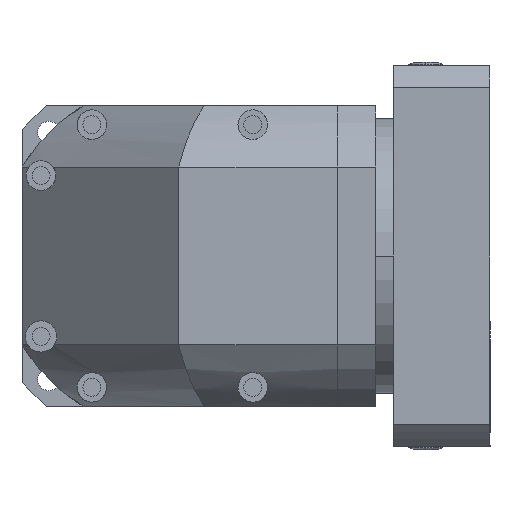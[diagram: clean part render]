
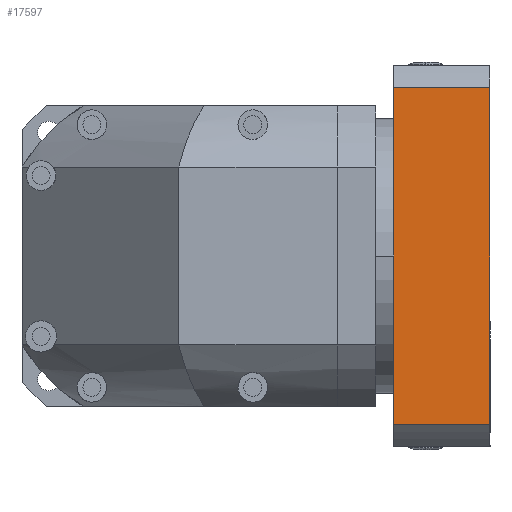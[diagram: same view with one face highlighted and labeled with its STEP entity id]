
A CAD part, left-side view. The second image highlights one B-rep face of the part: STEP entity #17597.
In plain terms, the highlighted planar face has unit normal (-1, 0, 0).
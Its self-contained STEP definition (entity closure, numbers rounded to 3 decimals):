
#753 = AXIS2_PLACEMENT_3D ( 'NONE', #13704, #15495, #4970 ) ;
#1202 = ORIENTED_EDGE ( 'NONE', *, *, #3702, .F. ) ;
#1905 = CARTESIAN_POINT ( 'NONE',  ( -190., -150., 0. ) ) ;
#3182 = LINE ( 'NONE', #12711, #17727 ) ;
#3405 = EDGE_CURVE ( 'NONE', #16240, #8445, #18002, .T. ) ;
#3702 = EDGE_CURVE ( 'NONE', #11528, #16240, #3182, .T. ) ;
#4021 = LINE ( 'NONE', #7489, #8659 ) ;
#4970 = DIRECTION ( 'NONE',  ( 0., 0., -1. ) ) ;
#5761 = EDGE_CURVE ( 'NONE', #8445, #14116, #7979, .T. ) ;
#7489 = CARTESIAN_POINT ( 'NONE',  ( -190., -150., -79.373 ) ) ;
#7710 = CARTESIAN_POINT ( 'NONE',  ( -190., -150., -79.373 ) ) ;
#7979 = LINE ( 'NONE', #1905, #11531 ) ;
#8445 = VERTEX_POINT ( 'NONE', #9038 ) ;
#8659 = VECTOR ( 'NONE', #9214, 1000. ) ;
#9038 = CARTESIAN_POINT ( 'NONE',  ( -190., -150., 79.373 ) ) ;
#9214 = DIRECTION ( 'NONE',  ( 0., 1., 0. ) ) ;
#9705 = DIRECTION ( 'NONE',  ( 0., -1., 0. ) ) ;
#9873 = EDGE_CURVE ( 'NONE', #14116, #11528, #4021, .T. ) ;
#10672 = FACE_OUTER_BOUND ( 'NONE', #22352, .T. ) ;
#11528 = VERTEX_POINT ( 'NONE', #14129 ) ;
#11531 = VECTOR ( 'NONE', #19369, 1000. ) ;
#11910 = PLANE ( 'NONE',  #753 ) ;
#12711 = CARTESIAN_POINT ( 'NONE',  ( -190., -104.5, -87.617 ) ) ;
#12907 = CARTESIAN_POINT ( 'NONE',  ( -190., -104.5, 79.373 ) ) ;
#13288 = ORIENTED_EDGE ( 'NONE', *, *, #9873, .F. ) ;
#13704 = CARTESIAN_POINT ( 'NONE',  ( -190., -104.5, -87.617 ) ) ;
#14116 = VERTEX_POINT ( 'NONE', #7710 ) ;
#14129 = CARTESIAN_POINT ( 'NONE',  ( -190., -104.5, -79.373 ) ) ;
#15495 = DIRECTION ( 'NONE',  ( 1., 0., 0. ) ) ;
#15536 = ORIENTED_EDGE ( 'NONE', *, *, #5761, .F. ) ;
#16240 = VERTEX_POINT ( 'NONE', #12907 ) ;
#17136 = ORIENTED_EDGE ( 'NONE', *, *, #3405, .F. ) ;
#17597 = ADVANCED_FACE ( 'NONE', ( #10672 ), #11910, .F. ) ;
#17727 = VECTOR ( 'NONE', #21125, 1000. ) ;
#18002 = LINE ( 'NONE', #18463, #22018 ) ;
#18463 = CARTESIAN_POINT ( 'NONE',  ( -190., -150., 79.373 ) ) ;
#19369 = DIRECTION ( 'NONE',  ( 0., 0., -1. ) ) ;
#21125 = DIRECTION ( 'NONE',  ( 0., 0., 1. ) ) ;
#22018 = VECTOR ( 'NONE', #9705, 1000. ) ;
#22352 = EDGE_LOOP ( 'NONE', ( #1202, #13288, #15536, #17136 ) ) ;
